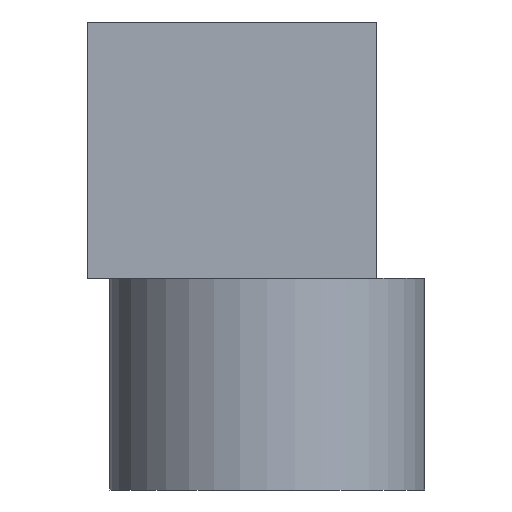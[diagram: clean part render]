
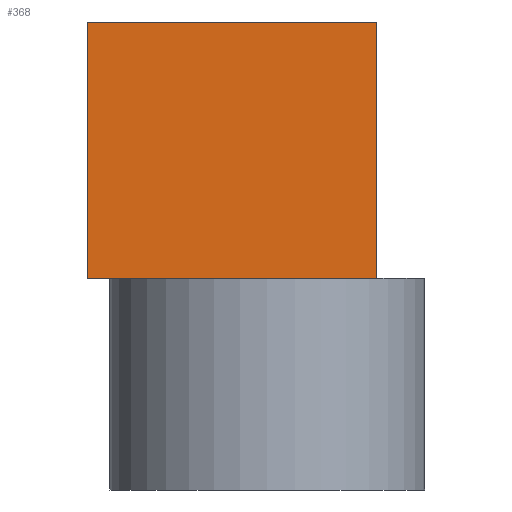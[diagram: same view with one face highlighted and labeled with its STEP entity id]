
A CAD part, front view. The second image highlights one B-rep face of the part: STEP entity #368.
In plain terms, the highlighted planar face has unit normal (0, -1, 0).
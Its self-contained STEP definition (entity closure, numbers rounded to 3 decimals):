
#30=FACE_OUTER_BOUND('',#52,.T.);
#52=EDGE_LOOP('',(#256,#257,#258,#259,#260));
#75=LINE('',#531,#120);
#80=LINE('',#546,#125);
#81=LINE('',#548,#126);
#82=LINE('',#550,#127);
#83=LINE('',#551,#128);
#120=VECTOR('',#432,10.);
#125=VECTOR('',#447,10.);
#126=VECTOR('',#448,10.);
#127=VECTOR('',#449,10.);
#128=VECTOR('',#450,10.);
#165=VERTEX_POINT('',#529);
#166=VERTEX_POINT('',#530);
#171=VERTEX_POINT('',#545);
#172=VERTEX_POINT('',#547);
#173=VERTEX_POINT('',#549);
#198=EDGE_CURVE('',#165,#166,#75,.T.);
#205=EDGE_CURVE('',#171,#165,#80,.T.);
#206=EDGE_CURVE('',#172,#171,#81,.T.);
#207=EDGE_CURVE('',#173,#172,#82,.T.);
#208=EDGE_CURVE('',#173,#166,#83,.T.);
#256=ORIENTED_EDGE('',*,*,#205,.F.);
#257=ORIENTED_EDGE('',*,*,#206,.F.);
#258=ORIENTED_EDGE('',*,*,#207,.F.);
#259=ORIENTED_EDGE('',*,*,#208,.T.);
#260=ORIENTED_EDGE('',*,*,#198,.F.);
#347=PLANE('',#407);
#368=ADVANCED_FACE('',(#30),#347,.F.);
#407=AXIS2_PLACEMENT_3D('',#544,#445,#446);
#432=DIRECTION('',(1.,0.,0.));
#445=DIRECTION('center_axis',(0.,1.,0.));
#446=DIRECTION('ref_axis',(0.,0.,1.));
#447=DIRECTION('',(0.,0.,1.));
#448=DIRECTION('',(-1.,0.,0.));
#449=DIRECTION('',(0.,0.,-1.));
#450=DIRECTION('',(0.,0.,1.));
#529=CARTESIAN_POINT('',(-4.009,-49.974,5.7));
#530=CARTESIAN_POINT('',(2.42,-49.974,5.7));
#531=CARTESIAN_POINT('',(-2.83,-49.974,5.7));
#544=CARTESIAN_POINT('Origin',(-4.58,-49.974,0.));
#545=CARTESIAN_POINT('',(-4.009,-49.974,0.));
#546=CARTESIAN_POINT('',(-4.009,-49.974,0.));
#547=CARTESIAN_POINT('',(2.42,-49.974,0.));
#548=CARTESIAN_POINT('',(-2.83,-49.974,0.));
#549=CARTESIAN_POINT('',(2.42,-49.974,5.5));
#550=CARTESIAN_POINT('',(2.42,-49.974,0.));
#551=CARTESIAN_POINT('',(2.42,-49.974,5.5));
